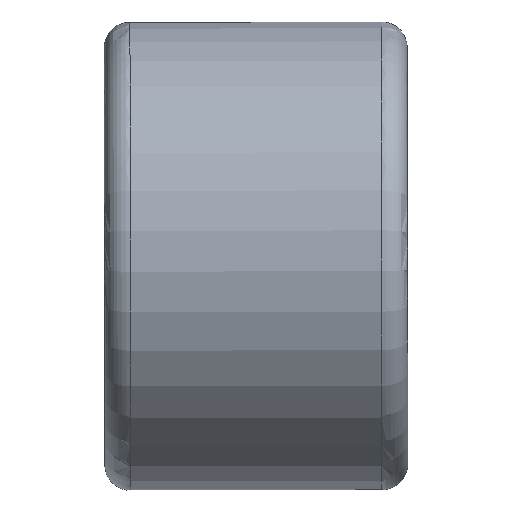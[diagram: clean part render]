
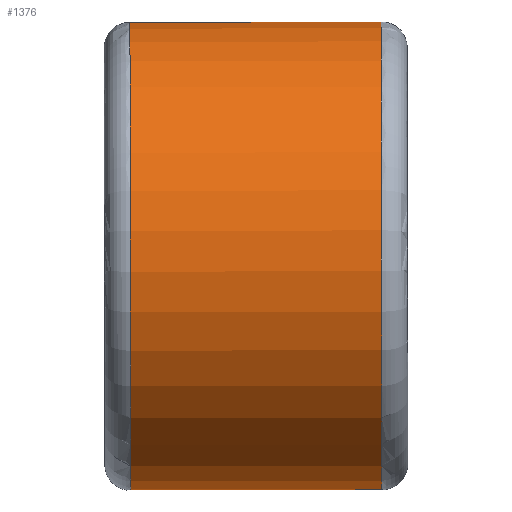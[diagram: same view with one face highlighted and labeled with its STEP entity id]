
A CAD part, front view. The second image highlights one B-rep face of the part: STEP entity #1376.
In plain terms, the highlighted cylindrical face has radius 8.5 mm (diameter 17 mm), a full revolution.
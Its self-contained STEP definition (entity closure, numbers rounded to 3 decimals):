
#54=LINE('',#2302,#122);
#122=VECTOR('',#1698,8.5);
#181=CYLINDRICAL_SURFACE('',#1492,8.5);
#223=FACE_OUTER_BOUND('',#303,.T.);
#303=EDGE_LOOP('',(#970,#971,#972,#973,#974,#975));
#376=CIRCLE('',#1464,8.5);
#377=CIRCLE('',#1465,8.5);
#391=CIRCLE('',#1493,8.5);
#392=CIRCLE('',#1494,8.5);
#536=VERTEX_POINT('',#2034);
#537=VERTEX_POINT('',#2036);
#573=VERTEX_POINT('',#2301);
#574=VERTEX_POINT('',#2303);
#672=EDGE_CURVE('',#536,#537,#376,.T.);
#673=EDGE_CURVE('',#537,#536,#377,.T.);
#722=EDGE_CURVE('',#537,#573,#54,.T.);
#723=EDGE_CURVE('',#574,#573,#391,.T.);
#724=EDGE_CURVE('',#573,#574,#392,.T.);
#970=ORIENTED_EDGE('',*,*,#673,.F.);
#971=ORIENTED_EDGE('',*,*,#722,.T.);
#972=ORIENTED_EDGE('',*,*,#723,.F.);
#973=ORIENTED_EDGE('',*,*,#724,.F.);
#974=ORIENTED_EDGE('',*,*,#722,.F.);
#975=ORIENTED_EDGE('',*,*,#672,.F.);
#1376=ADVANCED_FACE('',(#223),#181,.T.);
#1464=AXIS2_PLACEMENT_3D('',#2037,#1626,#1627);
#1465=AXIS2_PLACEMENT_3D('',#2038,#1628,#1629);
#1492=AXIS2_PLACEMENT_3D('',#2300,#1696,#1697);
#1493=AXIS2_PLACEMENT_3D('',#2304,#1699,#1700);
#1494=AXIS2_PLACEMENT_3D('',#2305,#1701,#1702);
#1626=DIRECTION('center_axis',(1.,0.,
0.002));
#1627=DIRECTION('ref_axis',(-0.001,-0.403,0.915));
#1628=DIRECTION('center_axis',(1.,0.,
0.002));
#1629=DIRECTION('ref_axis',(-0.001,-0.403,0.915));
#1696=DIRECTION('center_axis',(1.,0.,
0.002));
#1697=DIRECTION('ref_axis',(-0.001,-0.403,0.915));
#1698=DIRECTION('',(-1.,0.,-0.002));
#1699=DIRECTION('center_axis',(-1.,0.,
-0.002));
#1700=DIRECTION('ref_axis',(-0.001,-0.403,0.915));
#1701=DIRECTION('center_axis',(-1.,0.,
-0.002));
#1702=DIRECTION('ref_axis',(-0.001,-0.403,0.915));
#2034=CARTESIAN_POINT('',(16.019,-15.404,3.015));
#2036=CARTESIAN_POINT('',(16.026,-4.197,-1.334));
#2037=CARTESIAN_POINT('Origin',(16.013,-7.626,6.444));
#2038=CARTESIAN_POINT('Origin',(16.013,-7.626,6.444));
#2300=CARTESIAN_POINT('Origin',(5.963,-7.626,6.427));
#2301=CARTESIAN_POINT('',(6.916,-4.197,-1.349));
#2302=CARTESIAN_POINT('',(5.976,-4.197,-1.35));
#2303=CARTESIAN_POINT('',(6.909,-15.404,3.));
#2304=CARTESIAN_POINT('Origin',(6.903,-7.626,6.429));
#2305=CARTESIAN_POINT('Origin',(6.903,-7.626,6.429));
